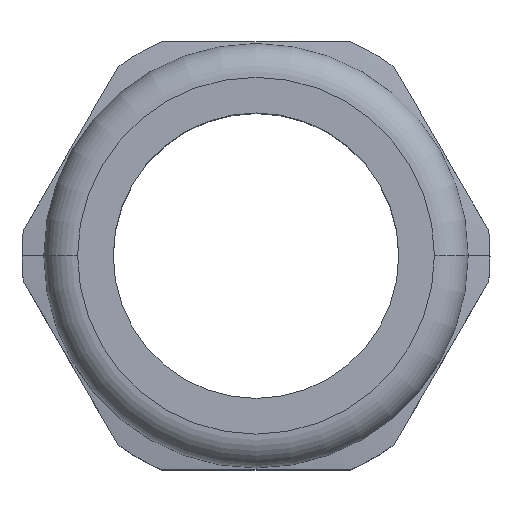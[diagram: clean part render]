
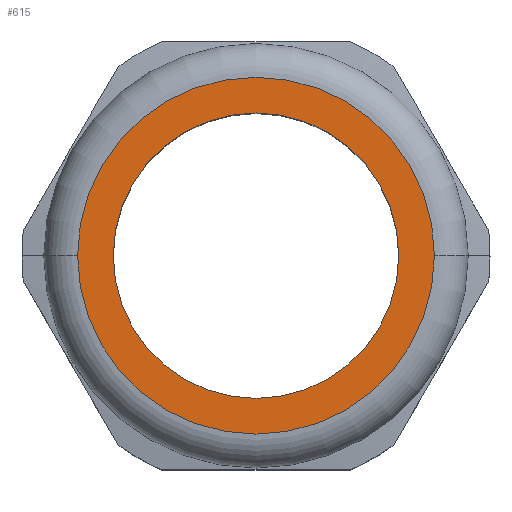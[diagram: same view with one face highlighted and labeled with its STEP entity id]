
A CAD part, top view. The second image highlights one B-rep face of the part: STEP entity #615.
In plain terms, the highlighted planar face has unit normal (0, 0, 1).
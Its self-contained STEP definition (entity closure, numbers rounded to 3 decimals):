
#2 = CARTESIAN_POINT ( 'NONE',  ( -19., 0., 46.5 ) ) ;
#5 = CARTESIAN_POINT ( 'NONE',  ( 19., 0., 46.5 ) ) ;
#7 = CARTESIAN_POINT ( 'NONE',  ( -23.75, 0., 46.5 ) ) ;
#107 = AXIS2_PLACEMENT_3D ( 'NONE', #1571, #1572, #1573 ) ;
#108 = AXIS2_PLACEMENT_3D ( 'NONE', #1574, #1575, #1576 ) ;
#141 = AXIS2_PLACEMENT_3D ( 'NONE', #1520, #1521, #1522 ) ;
#151 = AXIS2_PLACEMENT_3D ( 'NONE', #1532, #1533, #1534 ) ;
#206 = FACE_BOUND ( 'NONE', #1250, .T. ) ;
#474 = CIRCLE ( 'NONE', #108, 19. ) ;
#475 = CIRCLE ( 'NONE', #107, 23.75 ) ;
#486 = CIRCLE ( 'NONE', #151, 23.75 ) ;
#488 = CIRCLE ( 'NONE', #141, 19. ) ;
#615 = ADVANCED_FACE ( 'NONE', ( #206, #985 ), #1348, .T. ) ;
#645 = EDGE_CURVE ( 'NONE', #1128, #1131, #488, .T. ) ;
#649 = EDGE_CURVE ( 'NONE', #1121, #1133, #486, .T. ) ;
#662 = EDGE_CURVE ( 'NONE', #1133, #1121, #475, .T. ) ;
#663 = EDGE_CURVE ( 'NONE', #1131, #1128, #474, .T. ) ;
#748 = ORIENTED_EDGE ( 'NONE', *, *, #662, .T. ) ;
#749 = ORIENTED_EDGE ( 'NONE', *, *, #645, .F. ) ;
#751 = ORIENTED_EDGE ( 'NONE', *, *, #663, .F. ) ;
#752 = ORIENTED_EDGE ( 'NONE', *, *, #649, .T. ) ;
#956 = AXIS2_PLACEMENT_3D ( 'NONE', #1347, #1346, #1345 ) ;
#985 = FACE_OUTER_BOUND ( 'NONE', #1251, .T. ) ;
#1121 = VERTEX_POINT ( 'NONE', #1630 ) ;
#1128 = VERTEX_POINT ( 'NONE', #2 ) ;
#1131 = VERTEX_POINT ( 'NONE', #5 ) ;
#1133 = VERTEX_POINT ( 'NONE', #7 ) ;
#1250 = EDGE_LOOP ( 'NONE', ( #751, #749 ) ) ;
#1251 = EDGE_LOOP ( 'NONE', ( #752, #748 ) ) ;
#1345 = DIRECTION ( 'NONE',  ( 1., 0., 0. ) ) ;
#1346 = DIRECTION ( 'NONE',  ( 0., 0., 1. ) ) ;
#1347 = CARTESIAN_POINT ( 'NONE',  ( 0., 0., 46.5 ) ) ;
#1348 = PLANE ( 'NONE',  #956 ) ;
#1520 = CARTESIAN_POINT ( 'NONE',  ( 0., 0., 46.5 ) ) ;
#1521 = DIRECTION ( 'NONE',  ( 0., 0., 1. ) ) ;
#1522 = DIRECTION ( 'NONE',  ( 1., 0., 0. ) ) ;
#1532 = CARTESIAN_POINT ( 'NONE',  ( 0., 0., 46.5 ) ) ;
#1533 = DIRECTION ( 'NONE',  ( 0., 0., 1. ) ) ;
#1534 = DIRECTION ( 'NONE',  ( 1., 0., 0. ) ) ;
#1571 = CARTESIAN_POINT ( 'NONE',  ( 0., 0., 46.5 ) ) ;
#1572 = DIRECTION ( 'NONE',  ( 0., 0., 1. ) ) ;
#1573 = DIRECTION ( 'NONE',  ( 1., 0., 0. ) ) ;
#1574 = CARTESIAN_POINT ( 'NONE',  ( 0., 0., 46.5 ) ) ;
#1575 = DIRECTION ( 'NONE',  ( 0., 0., 1. ) ) ;
#1576 = DIRECTION ( 'NONE',  ( 1., 0., 0. ) ) ;
#1630 = CARTESIAN_POINT ( 'NONE',  ( 23.75, 0., 46.5 ) ) ;
